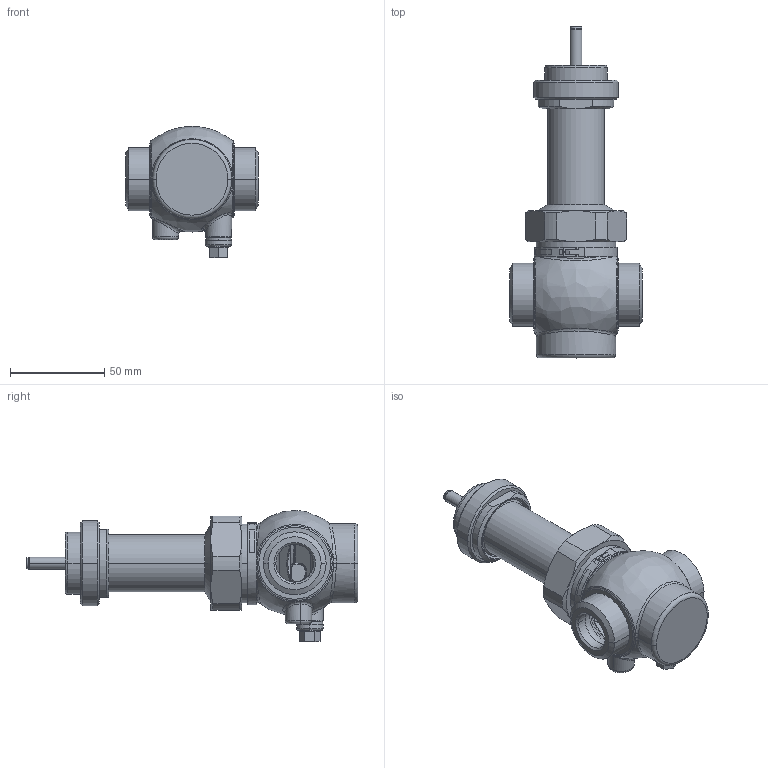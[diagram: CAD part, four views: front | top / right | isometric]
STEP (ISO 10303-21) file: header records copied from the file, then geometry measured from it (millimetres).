
FILE_DESCRIPTION((''),'2;1');
FILE_NAME('065B0789','2015-02-27T',('u317927'),('Danfoss'),'PRO/ENGINEER BY PARAMETRIC TECHNOLOGY CORPORATION, 2014000','PRO/ENGINEER BY PARAMETRIC TECHNOLOGY CORPORATION, 2014000','');
FILE_SCHEMA(('CONFIG_CONTROL_DESIGN'));
Length unit declared in the file: millimetre
Products named in the file (1): 065B0789
Bounding box: 70 x 175.8 x 69.48 mm (x, y, z)
Volume: 121312.5 mm3; surface area: 56172.7 mm2
Topology: 3 solids, 4 shells, 518 faces, 1224 edges, 731 vertices
Faces by surface type: bspline 135, cylinder 129, plane 125, cone 67, torus 60, sphere 2
Entity records: 21785 total; most frequent: CARTESIAN_POINT 10692, ORIENTED_EDGE 2440, DIRECTION 2174, EDGE_CURVE 1220, AXIS2_PLACEMENT_3D 920, VERTEX_POINT 730, EDGE_LOOP 554, CIRCLE 537
